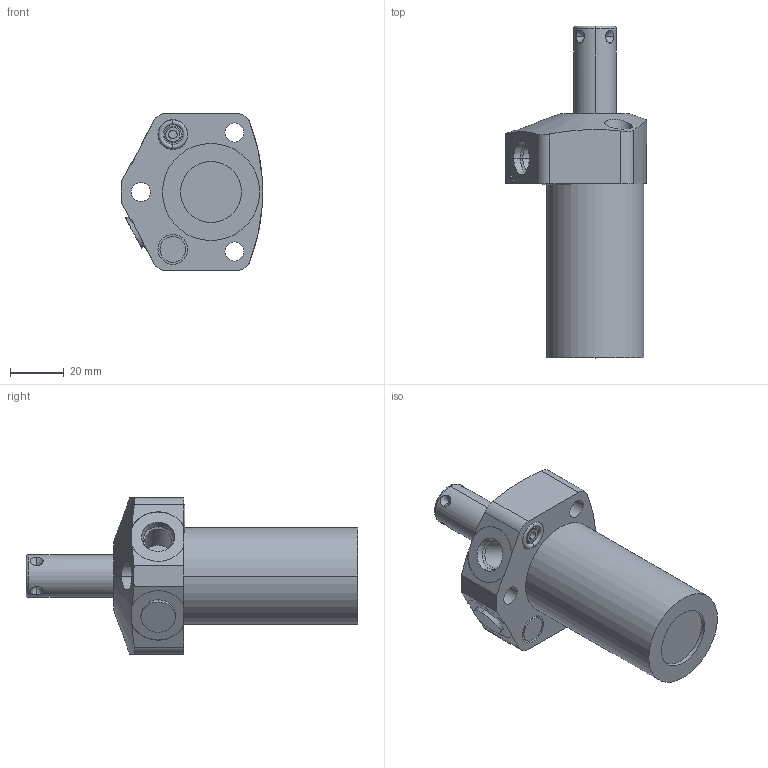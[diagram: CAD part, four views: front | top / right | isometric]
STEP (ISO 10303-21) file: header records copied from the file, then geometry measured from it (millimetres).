
FILE_DESCRIPTION((''),'2;1');
FILE_NAME('ILC25610900','2021-06-02T',('Asawyer'),(''),'PRO/ENGINEER BY PARAMETRIC TECHNOLOGY CORPORATION, 2013320','PRO/ENGINEER BY PARAMETRIC TECHNOLOGY CORPORATION, 2013320','');
FILE_SCHEMA(('CONFIG_CONTROL_DESIGN'));
Length unit declared in the file: inch
Products named in the file (1): ILC25610900
Bounding box: 52.83 x 124 x 58.6 mm (x, y, z)
Volume: 125836.8 mm3; surface area: 23354.6 mm2
Topology: 1 solids, 4 shells, 122 faces, 275 edges, 171 vertices
Faces by surface type: cylinder 55, plane 33, cone 28, torus 6
Entity records: 3636 total; most frequent: CARTESIAN_POINT 843, DIRECTION 610, ORIENTED_EDGE 526, EDGE_CURVE 265, AXIS2_PLACEMENT_3D 256, VERTEX_POINT 171, EDGE_LOOP 150, CIRCLE 133
